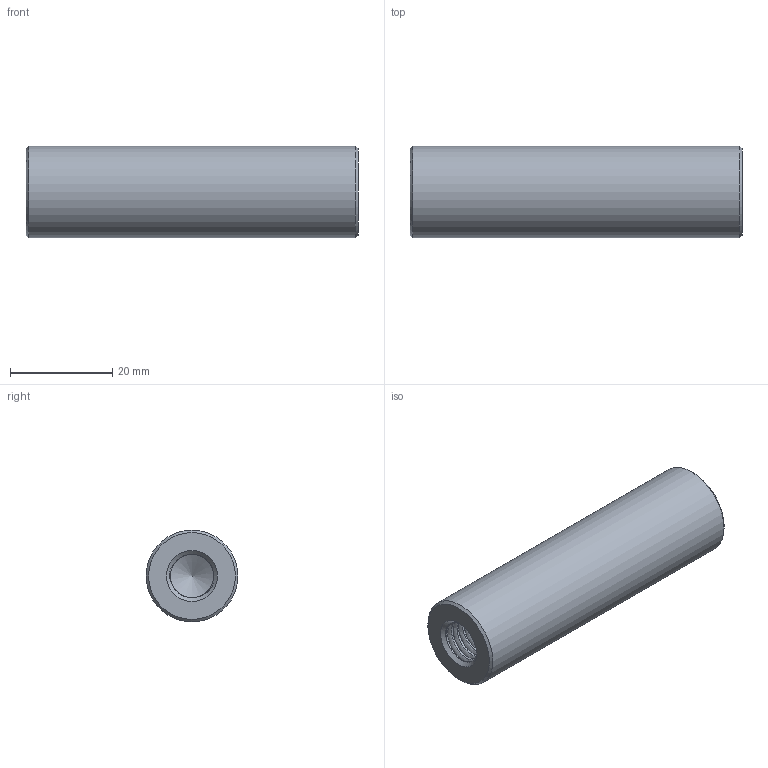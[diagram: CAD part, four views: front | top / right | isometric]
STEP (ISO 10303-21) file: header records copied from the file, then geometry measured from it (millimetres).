
FILE_DESCRIPTION(/* description */ (''),/* implementation_level */ '2;1');
FILE_NAME(/* name */ 'Arbre M10 65mm v2.step',/* time_stamp */ '2022-03-21T15:46:09+01:00',/* author */ (''),/* organization */ (''),/* preprocessor_version */ 'ST-DEVELOPER v18.1',/* originating_system */ 'Autodesk Translation Framework v10.13.0.1454',/* authorisation */ '');
FILE_SCHEMA (('AUTOMOTIVE_DESIGN { 1 0 10303 214 3 1 1 }'));
Length unit declared in the file: millimetre
Products named in the file (1): Arbre M10 65mm
Bounding box: 65 x 18 x 18 mm (x, y, z)
Volume: 12885.1 mm3; surface area: 6695.9 mm2
Topology: 1 solids, 1 shells, 89 faces, 252 edges, 165 vertices
Faces by surface type: cylinder 73, plane 6, cone 6, bspline 4
Full cylindrical faces by diameter (mm): 8.526 x32, 10.198 x32, 18 x1
Entity records: 10794 total; most frequent: CARTESIAN_POINT 8755, ORIENTED_EDGE 500, DIRECTION 293, EDGE_CURVE 250, VERTEX_POINT 165, B_SPLINE_CURVE_WITH_KNOTS 152, AXIS2_PLACEMENT_3D 109, EDGE_LOOP 91
